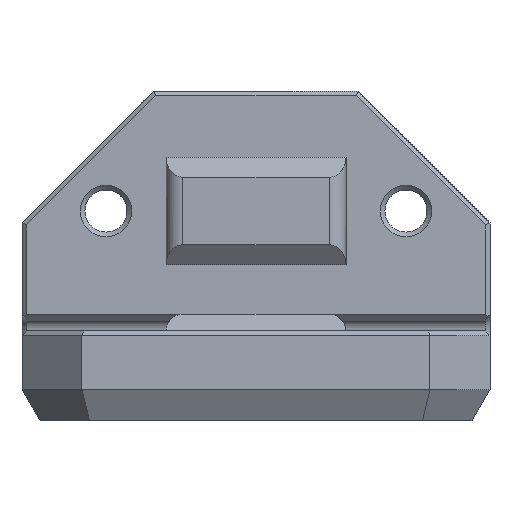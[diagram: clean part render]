
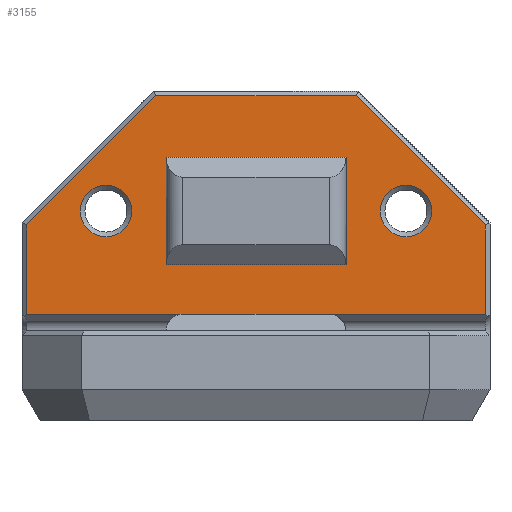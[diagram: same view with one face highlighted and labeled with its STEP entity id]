
A CAD part, left-side view. The second image highlights one B-rep face of the part: STEP entity #3155.
In plain terms, the highlighted planar face has unit normal (-1, 0, 0).
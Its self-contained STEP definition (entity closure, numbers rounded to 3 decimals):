
#67=FACE_BOUND('',#513,.T.);
#68=FACE_BOUND('',#514,.T.);
#69=FACE_BOUND('',#515,.T.);
#152=PLANE('',#3388);
#320=FACE_OUTER_BOUND('',#512,.T.);
#512=EDGE_LOOP('',(#2603,#2604,#2605,#2606,#2607,#2608));
#513=EDGE_LOOP('',(#2609));
#514=EDGE_LOOP('',(#2610,#2611,#2612,#2613));
#515=EDGE_LOOP('',(#2614));
#825=LINE('',#4909,#1197);
#828=LINE('',#4938,#1200);
#830=LINE('',#4942,#1202);
#831=LINE('',#4944,#1203);
#832=LINE('',#4946,#1204);
#833=LINE('',#4947,#1205);
#834=LINE('',#4952,#1206);
#835=LINE('',#4954,#1207);
#836=LINE('',#4956,#1208);
#837=LINE('',#4957,#1209);
#1197=VECTOR('',#3976,10.);
#1200=VECTOR('',#3985,10.);
#1202=VECTOR('',#3989,10.);
#1203=VECTOR('',#3990,10.);
#1204=VECTOR('',#3991,10.);
#1205=VECTOR('',#3992,10.);
#1206=VECTOR('',#3995,10.);
#1207=VECTOR('',#3996,10.);
#1208=VECTOR('',#3997,10.);
#1209=VECTOR('',#3998,10.);
#1387=CIRCLE('',#3389,2.15);
#1388=CIRCLE('',#3390,2.15);
#1578=VERTEX_POINT('',#4906);
#1579=VERTEX_POINT('',#4908);
#1585=VERTEX_POINT('',#4937);
#1586=VERTEX_POINT('',#4941);
#1587=VERTEX_POINT('',#4943);
#1588=VERTEX_POINT('',#4945);
#1589=VERTEX_POINT('',#4948);
#1590=VERTEX_POINT('',#4950);
#1591=VERTEX_POINT('',#4951);
#1592=VERTEX_POINT('',#4953);
#1593=VERTEX_POINT('',#4955);
#1594=VERTEX_POINT('',#4958);
#1941=EDGE_CURVE('',#1578,#1579,#825,.T.);
#1950=EDGE_CURVE('',#1579,#1585,#828,.T.);
#1952=EDGE_CURVE('',#1586,#1578,#830,.T.);
#1953=EDGE_CURVE('',#1587,#1586,#831,.T.);
#1954=EDGE_CURVE('',#1588,#1587,#832,.T.);
#1955=EDGE_CURVE('',#1585,#1588,#833,.T.);
#1956=EDGE_CURVE('',#1589,#1589,#1387,.T.);
#1957=EDGE_CURVE('',#1590,#1591,#834,.T.);
#1958=EDGE_CURVE('',#1591,#1592,#835,.T.);
#1959=EDGE_CURVE('',#1592,#1593,#836,.T.);
#1960=EDGE_CURVE('',#1593,#1590,#837,.T.);
#1961=EDGE_CURVE('',#1594,#1594,#1388,.T.);
#2603=ORIENTED_EDGE('',*,*,#1941,.F.);
#2604=ORIENTED_EDGE('',*,*,#1952,.F.);
#2605=ORIENTED_EDGE('',*,*,#1953,.F.);
#2606=ORIENTED_EDGE('',*,*,#1954,.F.);
#2607=ORIENTED_EDGE('',*,*,#1955,.F.);
#2608=ORIENTED_EDGE('',*,*,#1950,.F.);
#2609=ORIENTED_EDGE('',*,*,#1956,.F.);
#2610=ORIENTED_EDGE('',*,*,#1957,.T.);
#2611=ORIENTED_EDGE('',*,*,#1958,.T.);
#2612=ORIENTED_EDGE('',*,*,#1959,.T.);
#2613=ORIENTED_EDGE('',*,*,#1960,.T.);
#2614=ORIENTED_EDGE('',*,*,#1961,.F.);
#3155=ADVANCED_FACE('',(#320,#67,#68,#69),#152,.T.);
#3388=AXIS2_PLACEMENT_3D('',#4940,#3987,#3988);
#3389=AXIS2_PLACEMENT_3D('',#4949,#3993,#3994);
#3390=AXIS2_PLACEMENT_3D('',#4959,#3999,#4000);
#3976=DIRECTION('',(0.,1.,0.));
#3985=DIRECTION('',(0.,0.,1.));
#3987=DIRECTION('center_axis',(-1.,0.,0.));
#3988=DIRECTION('ref_axis',(0.,-1.,0.));
#3989=DIRECTION('',(0.,0.,-1.));
#3990=DIRECTION('',(0.,-0.707,-0.707));
#3991=DIRECTION('',(0.,-1.,0.));
#3992=DIRECTION('',(0.,-0.707,0.707));
#3993=DIRECTION('center_axis',(-1.,0.,0.));
#3994=DIRECTION('ref_axis',(0.,-1.,0.));
#3995=DIRECTION('',(0.,0.,-1.));
#3996=DIRECTION('',(0.,1.,0.));
#3997=DIRECTION('',(0.,0.,1.));
#3998=DIRECTION('',(0.,-1.,0.));
#3999=DIRECTION('center_axis',(-1.,0.,0.));
#4000=DIRECTION('ref_axis',(0.,-1.,0.));
#4906=CARTESIAN_POINT('',(-29.3,-19.1,8.9));
#4908=CARTESIAN_POINT('',(-29.3,19.1,8.9));
#4909=CARTESIAN_POINT('',(-29.3,0.,8.9));
#4937=CARTESIAN_POINT('',(-29.3,19.1,16.334));
#4938=CARTESIAN_POINT('',(-29.3,19.1,0.));
#4940=CARTESIAN_POINT('Origin',(-29.3,19.5,0.));
#4941=CARTESIAN_POINT('',(-29.3,-19.1,16.334));
#4942=CARTESIAN_POINT('',(-29.3,-19.1,0.));
#4943=CARTESIAN_POINT('',(-29.3,-8.334,27.1));
#4944=CARTESIAN_POINT('',(-29.3,-10.842,24.592));
#4945=CARTESIAN_POINT('',(-29.3,8.334,27.1));
#4946=CARTESIAN_POINT('',(-29.3,9.75,27.1));
#4947=CARTESIAN_POINT('',(-29.3,20.592,14.842));
#4948=CARTESIAN_POINT('',(-29.3,14.65,17.5));
#4949=CARTESIAN_POINT('Origin',(-29.3,12.5,17.5));
#4950=CARTESIAN_POINT('',(-29.3,-7.5,21.98));
#4951=CARTESIAN_POINT('',(-29.3,-7.5,13.02));
#4952=CARTESIAN_POINT('',(-29.3,-7.5,6.51));
#4953=CARTESIAN_POINT('',(-29.3,7.5,13.02));
#4954=CARTESIAN_POINT('',(-29.3,13.5,13.02));
#4955=CARTESIAN_POINT('',(-29.3,7.5,21.98));
#4956=CARTESIAN_POINT('',(-29.3,7.5,10.99));
#4957=CARTESIAN_POINT('',(-29.3,6.,21.98));
#4958=CARTESIAN_POINT('',(-29.3,-10.35,17.5));
#4959=CARTESIAN_POINT('Origin',(-29.3,-12.5,17.5));
